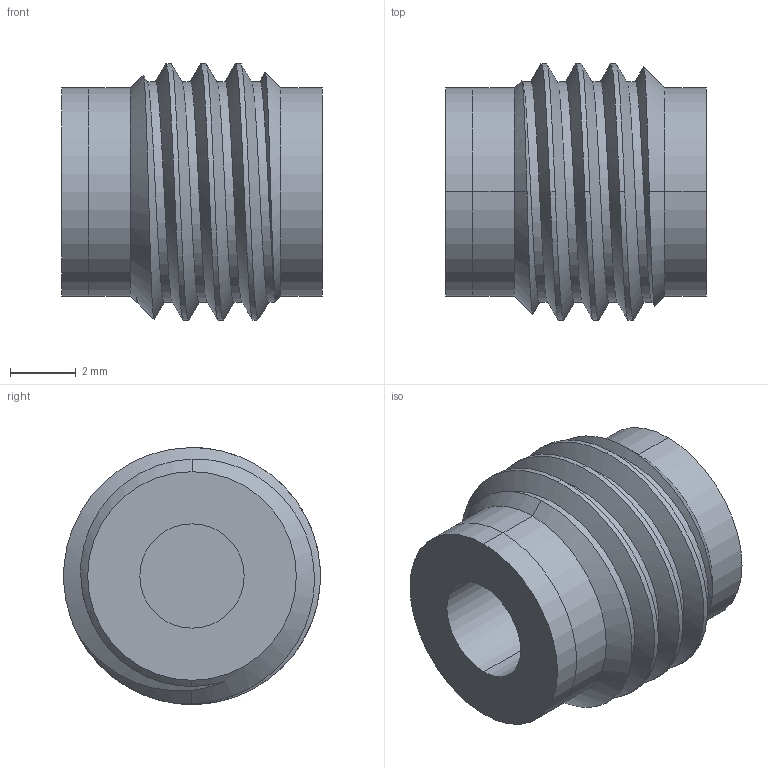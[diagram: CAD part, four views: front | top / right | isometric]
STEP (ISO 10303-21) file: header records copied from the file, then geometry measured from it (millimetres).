
FILE_DESCRIPTION (( 'STEP AP203' ), '1' );
FILE_NAME ('FR-SS-60-F.STEP', '2025-09-19T17:38:18', ( '' ), ( '' ), 'SwSTEP 2.0', 'SolidWorks 2018', '' );
FILE_SCHEMA (( 'CONFIG_CONTROL_DESIGN' ));
Length unit declared in the file: inch
Products named in the file (4): PRT-002418; PRT-000069; PRT-000778_FR-FIL-2M-CD; FR-SS-60-F
Assembly tree (3 placements, depth 2):
  FR-SS-60-F
    PRT-000069
    PRT-002418
    PRT-000778_FR-FIL-2M-CD
Bounding box: 7.94 x 7.81 x 7.82 mm (x, y, z)
Volume: 242.1 mm3; surface area: 530.6 mm2
Topology: 3 solids, 3 shells, 73 faces, 167 edges, 102 vertices
Faces by surface type: cylinder 33, cone 20, plane 17, bspline 3
Entity records: 3717 total; most frequent: CARTESIAN_POINT 1714, DIRECTION 342, ORIENTED_EDGE 322, EDGE_CURVE 161, AXIS2_PLACEMENT_3D 139, VERTEX_POINT 102, EDGE_LOOP 85, FACE_OUTER_BOUND 73
